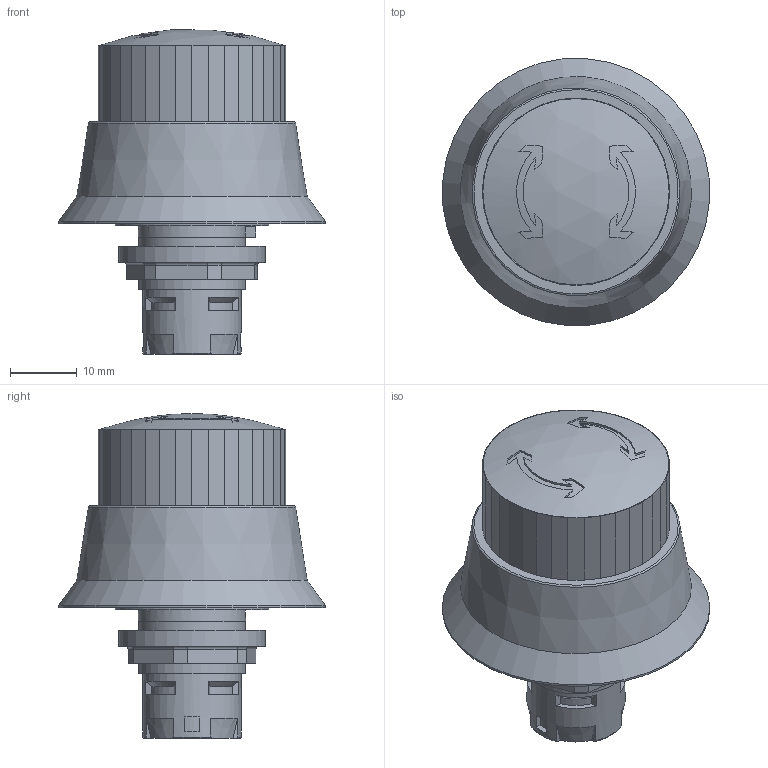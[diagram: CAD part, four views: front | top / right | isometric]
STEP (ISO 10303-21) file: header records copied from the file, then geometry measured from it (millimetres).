
FILE_DESCRIPTION(/* description */ (''),/* implementation_level */ '2;1');
FILE_NAME(/* name */ 'RKUV40.stp',/* time_stamp */ '2017-08-22T13:51:24+02:00',/* author */ ('mharscher'),/* organization */ (''),/* preprocessor_version */ 'ST-DEVELOPER v16.1',/* originating_system */ 'Autodesk Inventor 2016',/* authorisation */ '');
FILE_SCHEMA (('AUTOMOTIVE_DESIGN { 1 0 10303 214 3 1 1 }'));
Length unit declared in the file: centimetre
Products named in the file (1): RKUV40
Bounding box: 39.9 x 39.9 x 48.55 mm (x, y, z)
Volume: 24225.3 mm3; surface area: 8212.9 mm2
Topology: 1 solids, 3 shells, 185 faces, 461 edges, 302 vertices
Faces by surface type: plane 123, cylinder 35, cone 16, torus 6, sphere 5
Full cylindrical faces by diameter (mm): 12.7 x1, 14.7 x1, 16 x2, 16.008 x1, 16.5 x1, 17.05 x1, 19.5 x1, 22 x1, 23 x1, 27 x1, 30.573 x1, 40 x1
Entity records: 5338 total; most frequent: CARTESIAN_POINT 960, DIRECTION 928, ORIENTED_EDGE 862, EDGE_CURVE 431, AXIS2_PLACEMENT_3D 335, VERTEX_POINT 295, LINE 258, VECTOR 258
